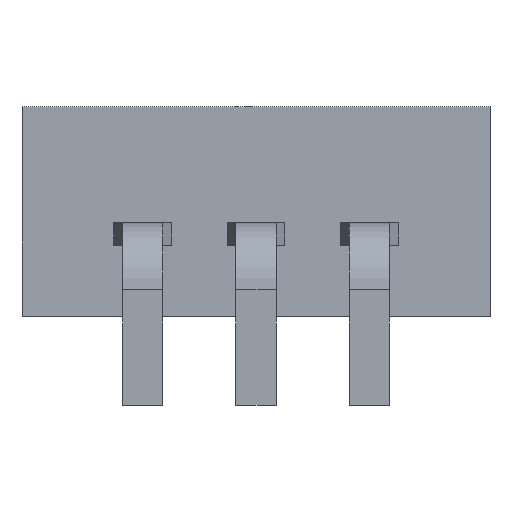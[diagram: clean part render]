
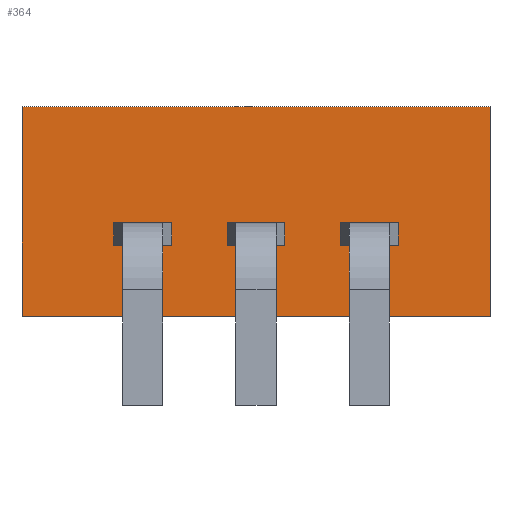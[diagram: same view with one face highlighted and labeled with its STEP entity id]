
A CAD part, front view. The second image highlights one B-rep face of the part: STEP entity #364.
In plain terms, the highlighted planar face has unit normal (0, -1, 0).
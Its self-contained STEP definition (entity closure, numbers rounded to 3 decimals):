
#103=CARTESIAN_POINT('',(-5.25,5.255,0.));
#104=VERTEX_POINT('',#103);
#151=CARTESIAN_POINT('',(5.25,5.255,0.));
#152=VERTEX_POINT('',#151);
#159=CARTESIAN_POINT('',(-5.25,5.255,0.));
#160=DIRECTION('',(1.0,0.0,0.0));
#161=VECTOR('',#160,10.5);
#162=LINE('',#159,#161);
#163=EDGE_CURVE('',#104,#152,#162,.T.);
#189=CARTESIAN_POINT('',(5.25,5.255,4.7));
#190=VERTEX_POINT('',#189);
#197=CARTESIAN_POINT('',(5.25,5.255,4.7));
#198=DIRECTION('',(0.0,0.0,-1.0));
#199=VECTOR('',#198,4.7);
#200=LINE('',#197,#199);
#201=EDGE_CURVE('',#190,#152,#200,.T.);
#221=CARTESIAN_POINT('',(-5.25,5.255,4.7));
#222=VERTEX_POINT('',#221);
#223=CARTESIAN_POINT('',(-5.25,5.255,4.7));
#224=DIRECTION('',(0.0,0.0,-1.0));
#225=VECTOR('',#224,4.7);
#226=LINE('',#223,#225);
#227=EDGE_CURVE('',#222,#104,#226,.T.);
#246=CARTESIAN_POINT('',(-5.25,5.255,4.7));
#247=DIRECTION('',(0.0,1.0,0.0));
#248=DIRECTION('',(-1.0,0.0,0.0));
#249=AXIS2_PLACEMENT_3D('',#246,#247,#248);
#250=PLANE('',#249);
#251=ORIENTED_EDGE('',*,*,#163,.T.);
#252=ORIENTED_EDGE('',*,*,#201,.F.);
#253=CARTESIAN_POINT('',(-5.25,5.255,4.7));
#254=DIRECTION('',(1.0,0.0,0.0));
#255=VECTOR('',#254,10.5);
#256=LINE('',#253,#255);
#257=EDGE_CURVE('',#222,#190,#256,.T.);
#258=ORIENTED_EDGE('',*,*,#257,.F.);
#259=ORIENTED_EDGE('',*,*,#227,.T.);
#260=EDGE_LOOP('',(#251,#252,#258,#259));
#261=FACE_OUTER_BOUND('',#260,.T.);
#262=CARTESIAN_POINT('',(-1.89,5.255,2.1));
#263=VERTEX_POINT('',#262);
#264=CARTESIAN_POINT('',(-3.19,5.255,2.1));
#265=VERTEX_POINT('',#264);
#266=CARTESIAN_POINT('',(-1.89,5.255,2.1));
#267=DIRECTION('',(-1.0,0.0,0.0));
#268=VECTOR('',#267,1.3);
#269=LINE('',#266,#268);
#270=EDGE_CURVE('',#263,#265,#269,.T.);
#271=ORIENTED_EDGE('',*,*,#270,.F.);
#272=CARTESIAN_POINT('',(-1.89,5.255,1.59));
#273=VERTEX_POINT('',#272);
#274=CARTESIAN_POINT('',(-1.89,5.255,2.1));
#275=DIRECTION('',(0.0,0.0,-1.0));
#276=VECTOR('',#275,0.51);
#277=LINE('',#274,#276);
#278=EDGE_CURVE('',#263,#273,#277,.T.);
#279=ORIENTED_EDGE('',*,*,#278,.T.);
#280=CARTESIAN_POINT('',(-3.19,5.255,1.59));
#281=VERTEX_POINT('',#280);
#282=CARTESIAN_POINT('',(-1.89,5.255,1.59));
#283=DIRECTION('',(-1.0,0.0,0.0));
#284=VECTOR('',#283,1.3);
#285=LINE('',#282,#284);
#286=EDGE_CURVE('',#273,#281,#285,.T.);
#287=ORIENTED_EDGE('',*,*,#286,.T.);
#288=CARTESIAN_POINT('',(-3.19,5.255,2.1));
#289=DIRECTION('',(0.0,0.0,-1.0));
#290=VECTOR('',#289,0.51);
#291=LINE('',#288,#290);
#292=EDGE_CURVE('',#265,#281,#291,.T.);
#293=ORIENTED_EDGE('',*,*,#292,.F.);
#294=EDGE_LOOP('',(#271,#279,#287,#293));
#295=FACE_BOUND('',#294,.T.);
#296=CARTESIAN_POINT('',(0.65,5.255,2.1));
#297=VERTEX_POINT('',#296);
#298=CARTESIAN_POINT('',(-0.65,5.255,2.1));
#299=VERTEX_POINT('',#298);
#300=CARTESIAN_POINT('',(0.65,5.255,2.1));
#301=DIRECTION('',(-1.0,0.0,0.0));
#302=VECTOR('',#301,1.3);
#303=LINE('',#300,#302);
#304=EDGE_CURVE('',#297,#299,#303,.T.);
#305=ORIENTED_EDGE('',*,*,#304,.F.);
#306=CARTESIAN_POINT('',(0.65,5.255,1.59));
#307=VERTEX_POINT('',#306);
#308=CARTESIAN_POINT('',(0.65,5.255,2.1));
#309=DIRECTION('',(0.0,0.0,-1.0));
#310=VECTOR('',#309,0.51);
#311=LINE('',#308,#310);
#312=EDGE_CURVE('',#297,#307,#311,.T.);
#313=ORIENTED_EDGE('',*,*,#312,.T.);
#314=CARTESIAN_POINT('',(-0.65,5.255,1.59));
#315=VERTEX_POINT('',#314);
#316=CARTESIAN_POINT('',(0.65,5.255,1.59));
#317=DIRECTION('',(-1.0,0.0,0.0));
#318=VECTOR('',#317,1.3);
#319=LINE('',#316,#318);
#320=EDGE_CURVE('',#307,#315,#319,.T.);
#321=ORIENTED_EDGE('',*,*,#320,.T.);
#322=CARTESIAN_POINT('',(-0.65,5.255,2.1));
#323=DIRECTION('',(0.0,0.0,-1.0));
#324=VECTOR('',#323,0.51);
#325=LINE('',#322,#324);
#326=EDGE_CURVE('',#299,#315,#325,.T.);
#327=ORIENTED_EDGE('',*,*,#326,.F.);
#328=EDGE_LOOP('',(#305,#313,#321,#327));
#329=FACE_BOUND('',#328,.T.);
#330=CARTESIAN_POINT('',(3.19,5.255,2.1));
#331=VERTEX_POINT('',#330);
#332=CARTESIAN_POINT('',(1.89,5.255,2.1));
#333=VERTEX_POINT('',#332);
#334=CARTESIAN_POINT('',(3.19,5.255,2.1));
#335=DIRECTION('',(-1.0,0.0,0.0));
#336=VECTOR('',#335,1.3);
#337=LINE('',#334,#336);
#338=EDGE_CURVE('',#331,#333,#337,.T.);
#339=ORIENTED_EDGE('',*,*,#338,.F.);
#340=CARTESIAN_POINT('',(3.19,5.255,1.59));
#341=VERTEX_POINT('',#340);
#342=CARTESIAN_POINT('',(3.19,5.255,2.1));
#343=DIRECTION('',(0.0,0.0,-1.0));
#344=VECTOR('',#343,0.51);
#345=LINE('',#342,#344);
#346=EDGE_CURVE('',#331,#341,#345,.T.);
#347=ORIENTED_EDGE('',*,*,#346,.T.);
#348=CARTESIAN_POINT('',(1.89,5.255,1.59));
#349=VERTEX_POINT('',#348);
#350=CARTESIAN_POINT('',(3.19,5.255,1.59));
#351=DIRECTION('',(-1.0,0.0,0.0));
#352=VECTOR('',#351,1.3);
#353=LINE('',#350,#352);
#354=EDGE_CURVE('',#341,#349,#353,.T.);
#355=ORIENTED_EDGE('',*,*,#354,.T.);
#356=CARTESIAN_POINT('',(1.89,5.255,2.1));
#357=DIRECTION('',(0.0,0.0,-1.0));
#358=VECTOR('',#357,0.51);
#359=LINE('',#356,#358);
#360=EDGE_CURVE('',#333,#349,#359,.T.);
#361=ORIENTED_EDGE('',*,*,#360,.F.);
#362=EDGE_LOOP('',(#339,#347,#355,#361));
#363=FACE_BOUND('',#362,.T.);
#364=ADVANCED_FACE('',(#261,#295,#329,#363),#250,.F.);
